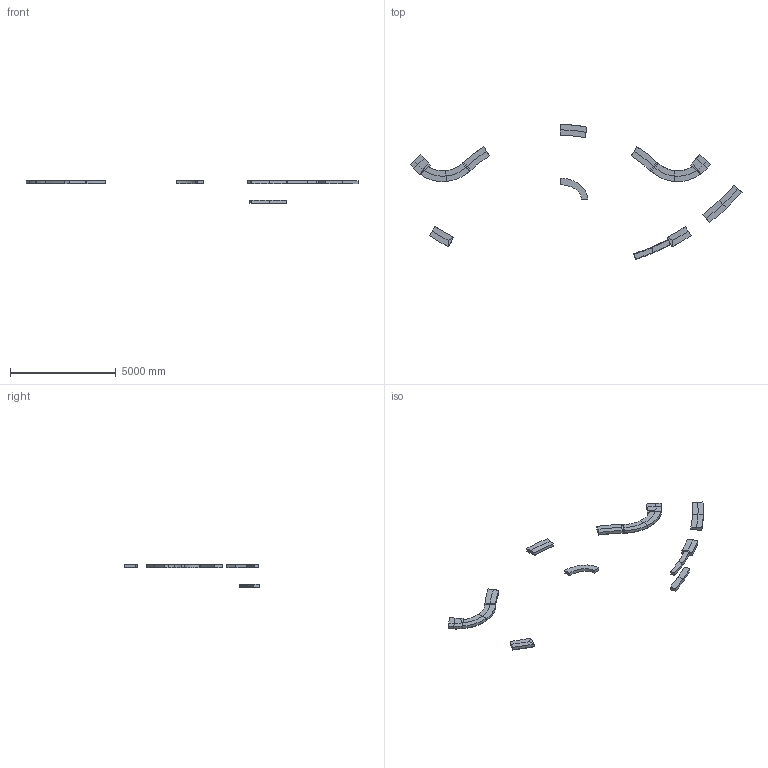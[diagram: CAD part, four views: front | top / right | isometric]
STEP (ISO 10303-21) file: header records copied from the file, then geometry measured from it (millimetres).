
FILE_DESCRIPTION(/* description */ (''),/* implementation_level */ '2;1');
FILE_NAME(/* name */ 'Wall_caps.stp',/* time_stamp */ '2022-05-25T17:52:41-05:00',/* author */ ('awelt'),/* organization */ (''),/* preprocessor_version */ 'ST-DEVELOPER v19',/* originating_system */ 'Autodesk Inventor 2023',/* authorisation */ '');
FILE_SCHEMA (('AUTOMOTIVE_DESIGN { 1 0 10303 214 3 1 1 }'));
Length unit declared in the file: inch
Products named in the file (1): Wall_caps
Bounding box: 15674.78 x 6372.59 x 1069.97 mm (x, y, z)
Volume: 1287262423.2 mm3; surface area: 25227388.1 mm2
Topology: 27 solids, 27 shells, 325 faces, 1004 edges, 1051 vertices
Faces by surface type: plane 202, cylinder 80, bspline 34, cone 9
Entity records: 10880 total; most frequent: CARTESIAN_POINT 2679, DIRECTION 1710, ORIENTED_EDGE 1556, EDGE_CURVE 778, AXIS2_PLACEMENT_3D 587, LINE 536, VECTOR 536, VERTEX_POINT 507
